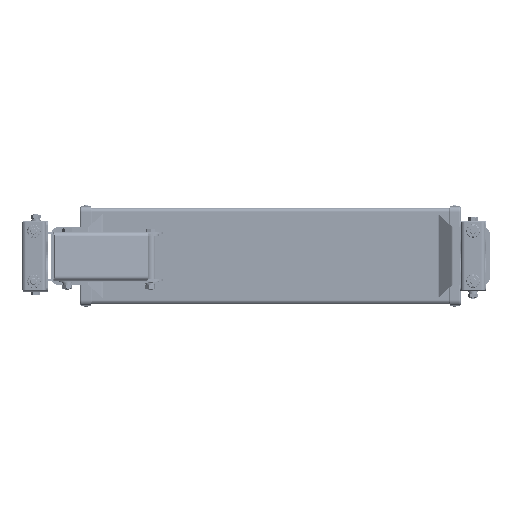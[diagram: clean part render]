
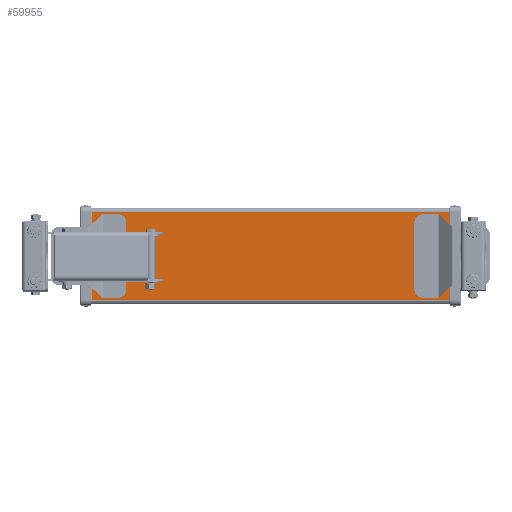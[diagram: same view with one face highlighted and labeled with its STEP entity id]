
A CAD part, front view. The second image highlights one B-rep face of the part: STEP entity #59955.
In plain terms, the highlighted planar face has unit normal (0, -1, 0).
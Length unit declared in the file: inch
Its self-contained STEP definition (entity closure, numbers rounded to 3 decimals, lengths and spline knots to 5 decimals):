
#2347 = CARTESIAN_POINT ( 'NONE',  ( -1.47638, 0.07874, -1.04331 ) ) ;
#2352 = CARTESIAN_POINT ( 'NONE',  ( -1.47638, 0.07874, 1.3189 ) ) ;
#2353 = CARTESIAN_POINT ( 'NONE',  ( -1.47638, 0.07874, -1.3189 ) ) ;
#2354 = CARTESIAN_POINT ( 'NONE',  ( -16.46112, 0.07874, 1.04331 ) ) ;
#2356 = CARTESIAN_POINT ( 'NONE',  ( -1.47638, 0.07874, 1.04331 ) ) ;
#4706 = VERTEX_POINT ( 'NONE', #88645 ) ;
#4707 = VERTEX_POINT ( 'NONE', #88646 ) ;
#4710 = VERTEX_POINT ( 'NONE', #88650 ) ;
#14309 = CARTESIAN_POINT ( 'NONE',  ( -17.42569, 0.07874, -2.08465 ) ) ;
#14312 = DIRECTION ( 'NONE',  ( 1., 0., 0. ) ) ;
#14315 = DIRECTION ( 'NONE',  ( 1., 0., 0. ) ) ;
#14328 = CARTESIAN_POINT ( 'NONE',  ( -16.46112, 0.07874, -1.1811 ) ) ;
#14330 = DIRECTION ( 'NONE',  ( 0., -1., 0. ) ) ;
#14332 = DIRECTION ( 'NONE',  ( 0., 0., 1. ) ) ;
#14334 = CARTESIAN_POINT ( 'NONE',  ( -16.46112, 0.07874, 1.1811 ) ) ;
#14336 = DIRECTION ( 'NONE',  ( 0., -1., 0. ) ) ;
#14337 = DIRECTION ( 'NONE',  ( 0., 0., 1. ) ) ;
#14340 = CARTESIAN_POINT ( 'NONE',  ( -1.47638, 0.07874, -1.1811 ) ) ;
#14341 = DIRECTION ( 'NONE',  ( 0., -1., 0. ) ) ;
#14343 = DIRECTION ( 'NONE',  ( 0., 0., -1. ) ) ;
#14344 = CARTESIAN_POINT ( 'NONE',  ( -17.38632, 0.07874, -2.08465 ) ) ;
#14345 = CARTESIAN_POINT ( 'NONE',  ( -17.42569, 0.07874, 2.08465 ) ) ;
#14347 = CARTESIAN_POINT ( 'NONE',  ( -1.47638, 0.07874, 1.1811 ) ) ;
#14348 = DIRECTION ( 'NONE',  ( 0., -1., 0. ) ) ;
#14349 = DIRECTION ( 'NONE',  ( 0., 0., -1. ) ) ;
#14351 = DIRECTION ( 'NONE',  ( 0., 0., -1. ) ) ;
#14355 = CARTESIAN_POINT ( 'NONE',  ( -0.55118, 0.07874, -2.08465 ) ) ;
#14358 = DIRECTION ( 'NONE',  ( 0., 0., 1. ) ) ;
#29312 = VERTEX_POINT ( 'NONE', #2347 ) ;
#29314 = VERTEX_POINT ( 'NONE', #2353 ) ;
#29316 = VERTEX_POINT ( 'NONE', #2354 ) ;
#29318 = VERTEX_POINT ( 'NONE', #2356 ) ;
#29319 = VERTEX_POINT ( 'NONE', #2352 ) ;
#29460 = LINE ( 'NONE', #14309, #29463 ) ;
#29462 = CIRCLE ( 'NONE', #100032, 0.1378 ) ;
#29463 = VECTOR ( 'NONE', #14312, 39.37008 ) ;
#29465 = CIRCLE ( 'NONE', #100029, 0.1378 ) ;
#29466 = CIRCLE ( 'NONE', #100035, 0.1378 ) ;
#29467 = CIRCLE ( 'NONE', #100038, 0.1378 ) ;
#29468 = LINE ( 'NONE', #14345, #29471 ) ;
#29469 = LINE ( 'NONE', #14344, #29473 ) ;
#29471 = VECTOR ( 'NONE', #14315, 39.37008 ) ;
#29472 = LINE ( 'NONE', #14355, #29475 ) ;
#29473 = VECTOR ( 'NONE', #14351, 39.37008 ) ;
#29475 = VECTOR ( 'NONE', #14358, 39.37008 ) ;
#36582 = PLANE ( 'NONE',  #127386 ) ;
#36592 = CARTESIAN_POINT ( 'NONE',  ( -17.42569, 0.07874, -2.08465 ) ) ;
#36593 = DIRECTION ( 'NONE',  ( 0., 1., 0. ) ) ;
#36594 = DIRECTION ( 'NONE',  ( 0., 0., 1. ) ) ;
#37160 = EDGE_CURVE ( 'NONE', #53589, #53568, #29460, .T. ) ;
#37163 = EDGE_CURVE ( 'NONE', #4707, #4706, #29465, .T. ) ;
#37164 = EDGE_CURVE ( 'NONE', #29316, #4710, #29462, .T. ) ;
#37165 = EDGE_CURVE ( 'NONE', #29314, #29312, #29466, .T. ) ;
#37166 = EDGE_CURVE ( 'NONE', #29318, #29319, #29467, .T. ) ;
#37167 = EDGE_CURVE ( 'NONE', #53594, #53579, #29468, .T. ) ;
#37168 = EDGE_CURVE ( 'NONE', #53594, #53589, #29469, .T. ) ;
#37169 = EDGE_CURVE ( 'NONE', #53568, #53579, #29472, .T. ) ;
#39268 = AXIS2_PLACEMENT_3D ( 'NONE', #54705, #54706, #54707 ) ;
#39270 = AXIS2_PLACEMENT_3D ( 'NONE', #54711, #54712, #54713 ) ;
#39271 = AXIS2_PLACEMENT_3D ( 'NONE', #54715, #54716, #54717 ) ;
#39278 = AXIS2_PLACEMENT_3D ( 'NONE', #54753, #54755, #54757 ) ;
#45862 = ORIENTED_EDGE ( 'NONE', *, *, #37163, .F. ) ;
#45867 = ORIENTED_EDGE ( 'NONE', *, *, #114747, .F. ) ;
#45871 = ORIENTED_EDGE ( 'NONE', *, *, #37164, .F. ) ;
#45875 = ORIENTED_EDGE ( 'NONE', *, *, #114781, .F. ) ;
#45879 = ORIENTED_EDGE ( 'NONE', *, *, #37165, .F. ) ;
#45883 = ORIENTED_EDGE ( 'NONE', *, *, #114753, .F. ) ;
#45888 = ORIENTED_EDGE ( 'NONE', *, *, #37166, .F. ) ;
#45893 = ORIENTED_EDGE ( 'NONE', *, *, #114754, .F. ) ;
#45897 = ORIENTED_EDGE ( 'NONE', *, *, #37167, .F. ) ;
#45901 = ORIENTED_EDGE ( 'NONE', *, *, #37168, .T. ) ;
#45904 = ORIENTED_EDGE ( 'NONE', *, *, #37160, .T. ) ;
#45908 = ORIENTED_EDGE ( 'NONE', *, *, #37169, .T. ) ;
#53568 = VERTEX_POINT ( 'NONE', #90242 ) ;
#53579 = VERTEX_POINT ( 'NONE', #90256 ) ;
#53589 = VERTEX_POINT ( 'NONE', #90272 ) ;
#53594 = VERTEX_POINT ( 'NONE', #90275 ) ;
#54705 = CARTESIAN_POINT ( 'NONE',  ( -16.46112, 0.07874, -1.1811 ) ) ;
#54706 = DIRECTION ( 'NONE',  ( 0., -1., 0. ) ) ;
#54707 = DIRECTION ( 'NONE',  ( 0., 0., 1. ) ) ;
#54711 = CARTESIAN_POINT ( 'NONE',  ( -1.47638, 0.07874, -1.1811 ) ) ;
#54712 = DIRECTION ( 'NONE',  ( 0., -1., 0. ) ) ;
#54713 = DIRECTION ( 'NONE',  ( 0., 0., -1. ) ) ;
#54715 = CARTESIAN_POINT ( 'NONE',  ( -1.47638, 0.07874, 1.1811 ) ) ;
#54716 = DIRECTION ( 'NONE',  ( 0., -1., 0. ) ) ;
#54717 = DIRECTION ( 'NONE',  ( 0., 0., -1. ) ) ;
#54753 = CARTESIAN_POINT ( 'NONE',  ( -16.46112, 0.07874, 1.1811 ) ) ;
#54755 = DIRECTION ( 'NONE',  ( 0., -1., 0. ) ) ;
#54757 = DIRECTION ( 'NONE',  ( 0., 0., 1. ) ) ;
#59955 = ADVANCED_FACE ( 'NONE', ( #88695, #88704, #88697, #88693, #88700 ), #36582, .F. ) ;
#63218 = CIRCLE ( 'NONE', #39268, 0.1378 ) ;
#63221 = CIRCLE ( 'NONE', #39270, 0.1378 ) ;
#63225 = CIRCLE ( 'NONE', #39271, 0.1378 ) ;
#63253 = CIRCLE ( 'NONE', #39278, 0.1378 ) ;
#88645 = CARTESIAN_POINT ( 'NONE',  ( -16.46112, 0.07874, -1.04331 ) ) ;
#88646 = CARTESIAN_POINT ( 'NONE',  ( -16.46112, 0.07874, -1.3189 ) ) ;
#88650 = CARTESIAN_POINT ( 'NONE',  ( -16.46112, 0.07874, 1.3189 ) ) ;
#88693 = FACE_BOUND ( 'NONE', #100533, .T. ) ;
#88695 = FACE_BOUND ( 'NONE', #100497, .T. ) ;
#88697 = FACE_BOUND ( 'NONE', #100465, .T. ) ;
#88700 = FACE_OUTER_BOUND ( 'NONE', #100495, .T. ) ;
#88704 = FACE_BOUND ( 'NONE', #100486, .T. ) ;
#90242 = CARTESIAN_POINT ( 'NONE',  ( -0.55118, 0.07874, -2.08465 ) ) ;
#90256 = CARTESIAN_POINT ( 'NONE',  ( -0.55118, 0.07874, 2.08465 ) ) ;
#90272 = CARTESIAN_POINT ( 'NONE',  ( -17.38632, 0.07874, -2.08465 ) ) ;
#90275 = CARTESIAN_POINT ( 'NONE',  ( -17.38632, 0.07874, 2.08465 ) ) ;
#100029 = AXIS2_PLACEMENT_3D ( 'NONE', #14328, #14330, #14332 ) ;
#100032 = AXIS2_PLACEMENT_3D ( 'NONE', #14334, #14336, #14337 ) ;
#100035 = AXIS2_PLACEMENT_3D ( 'NONE', #14340, #14341, #14343 ) ;
#100038 = AXIS2_PLACEMENT_3D ( 'NONE', #14347, #14348, #14349 ) ;
#100465 = EDGE_LOOP ( 'NONE', ( #45879, #45883 ) ) ;
#100486 = EDGE_LOOP ( 'NONE', ( #45871, #45875 ) ) ;
#100495 = EDGE_LOOP ( 'NONE', ( #45897, #45901, #45904, #45908 ) ) ;
#100497 = EDGE_LOOP ( 'NONE', ( #45862, #45867 ) ) ;
#100533 = EDGE_LOOP ( 'NONE', ( #45888, #45893 ) ) ;
#114747 = EDGE_CURVE ( 'NONE', #4706, #4707, #63218, .T. ) ;
#114753 = EDGE_CURVE ( 'NONE', #29312, #29314, #63221, .T. ) ;
#114754 = EDGE_CURVE ( 'NONE', #29319, #29318, #63225, .T. ) ;
#114781 = EDGE_CURVE ( 'NONE', #4710, #29316, #63253, .T. ) ;
#127386 = AXIS2_PLACEMENT_3D ( 'NONE', #36592, #36593, #36594 ) ;
